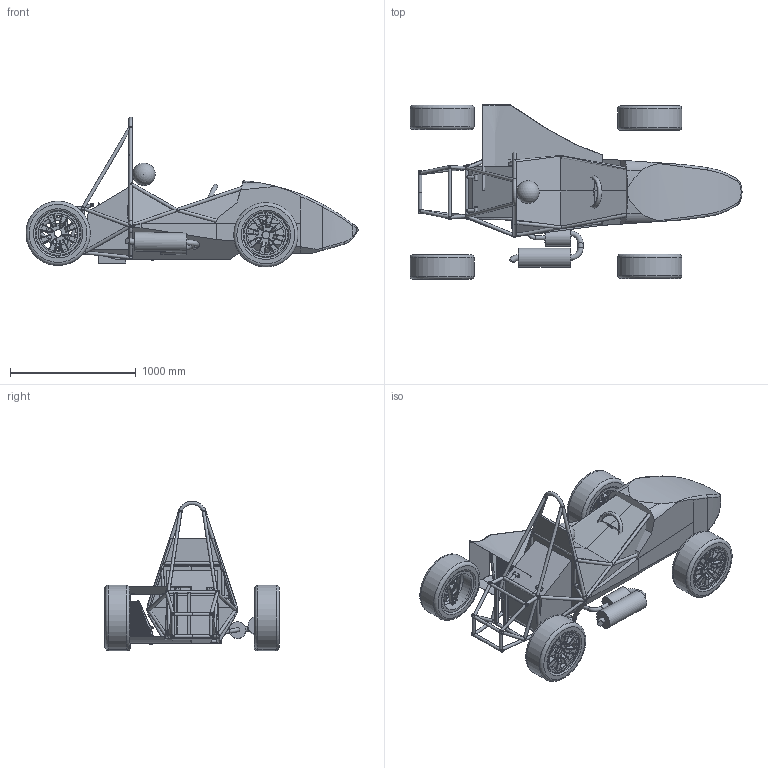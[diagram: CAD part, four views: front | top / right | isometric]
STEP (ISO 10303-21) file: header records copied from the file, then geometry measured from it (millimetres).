
FILE_DESCRIPTION(/* description */ (''),/* implementation_level */ '2;1');
FILE_NAME(/* name */ 'Assembly side.stp',/* time_stamp */ '2017-11-09T22:04:01+09:00',/* author */ ('KITF'),/* organization */ (''),/* preprocessor_version */ 'ST-DEVELOPER v16.13',/* originating_system */ 'Autodesk Inventor 2018',/* authorisation */ '');
FILE_SCHEMA (('AUTOMOTIVE_DESIGN { 1 0 10303 214 3 1 1 }'));
Products named in the file (22): Assembly1; final_assembly_2017_SuperUltraLow; frame3kaiseki_retutch; F-Upright; Ｆｒｏｎｔ　ｕｐｌｉｇｈｔ; R-Upright; Rear Upright 4.16; driver; steering assembly; 2016S.S.Wheel; F-Upright_MIR1; Ｆｒｏｎｔ　ｕｐｌｉｇｈｔ_
MIR1; R-Upright_MIR2; Rear Upright 4.16_MIR2; 2017 exhaust assembly_retouch; kaul_retouch; newbody; radiator 2014 kaiseki; wall; wall_MIR1; 2015Wheel watanabe; ishispe
Assembly tree (24 placements, depth 4):
  Assembly1
    final_assembly_2017_SuperUltraLow
      frame3kaiseki_retutch
      F-Upright
        Ｆｒｏｎｔ　ｕｐｌｉｇｈｔ
      R-Upright
        Rear Upright 4.16
      driver
      steering assembly
        2016S.S.Wheel
      F-Upright_MIR1
        Ｆｒｏｎｔ　ｕｐｌｉｇｈｔ_
MIR1
      R-Upright_MIR2
        Rear Upright 4.16_MIR2
      2017 exhaust assembly_retouch
      kaul_retouch
      newbody
      radiator 2014 kaiseki
      wall
      wall_MIR1
      2015Wheel watanabe  x4
    ishispe
Bounding box: 2635.36 x 1385.25 x 1189.13 mm (x, y, z)
Volume: 534605118.2 mm3; surface area: 22426473 mm2
Topology: 106 solids, 108 shells, 2321 faces, 5998 edges, 3888 vertices
Faces by surface type: cylinder 1069, plane 886, torus 203, bspline 115, cone 43, sphere 5
Full cylindrical faces by diameter (mm): 5 x3, 6 x12, 8 x8, 12.5 x20, 18.2 x1, 20 x1, 22.2 x10, 22.6 x2, 23 x28, 23.919 x1, 23.949 x1, 24 x4, 24.128 x1, 24.27 x1, 24.621 x1, 25.4 x59, 25.985 x1, 26.2 x3, 27.2 x1, 28.385 x1, 28.6 x11, 31.8 x2, 42 x1, 60 x4, 66 x4, 72 x8, 75 x4, 92 x2, 96 x2, 132 x1
Entity records: 58557 total; most frequent: CARTESIAN_POINT 22329, DIRECTION 7463, ORIENTED_EDGE 6936, EDGE_CURVE 3468, AXIS2_PLACEMENT_3D 2938, VERTEX_POINT 2402, EDGE_LOOP 2008, LINE 1587
